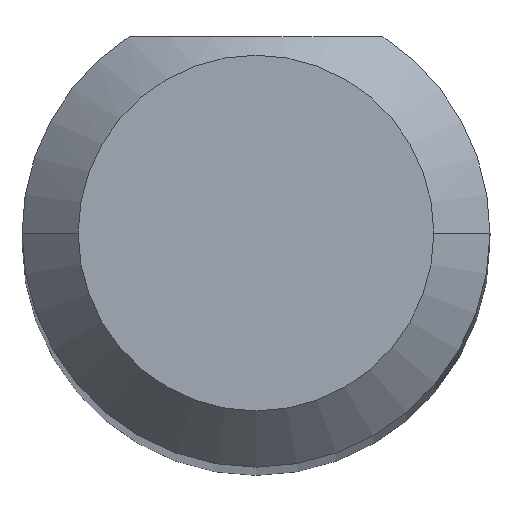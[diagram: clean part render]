
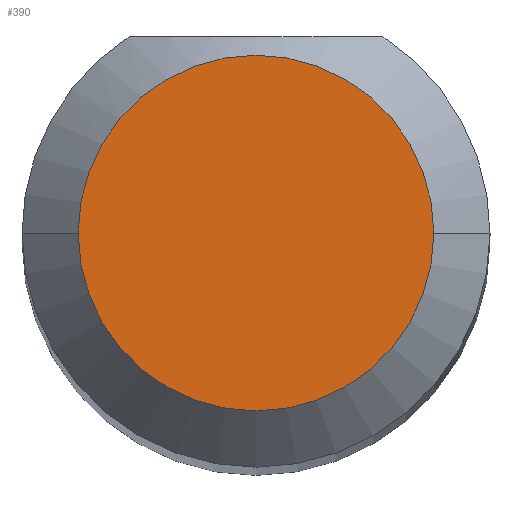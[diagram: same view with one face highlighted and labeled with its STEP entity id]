
A CAD part, top view. The second image highlights one B-rep face of the part: STEP entity #390.
In plain terms, the highlighted planar face has unit normal (0, 0, 1).
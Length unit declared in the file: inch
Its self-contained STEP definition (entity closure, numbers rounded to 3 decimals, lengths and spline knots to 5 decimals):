
#68 = ORIENTED_EDGE ( 'NONE', *, *, #987, .T. ) ;
#95 = CARTESIAN_POINT ( 'NONE',  ( 0.0475, 0., 1.5 ) ) ;
#138 = VERTEX_POINT ( 'NONE', #95 ) ;
#146 = CARTESIAN_POINT ( 'NONE',  ( -0.0475, 0., 1.5 ) ) ;
#169 = DIRECTION ( 'NONE',  ( 0., 0., 1. ) ) ;
#247 = CARTESIAN_POINT ( 'NONE',  ( 0., 0., 1.5 ) ) ;
#331 = PLANE ( 'NONE',  #644 ) ;
#390 = ADVANCED_FACE ( 'NONE', ( #759 ), #331, .T. ) ;
#442 = CIRCLE ( 'NONE', #910, 0.0475 ) ;
#446 = DIRECTION ( 'NONE',  ( 1., 0., 0. ) ) ;
#567 = EDGE_CURVE ( 'NONE', #842, #138, #442, .T. ) ;
#602 = DIRECTION ( 'NONE',  ( 0., 0., 1. ) ) ;
#613 = CARTESIAN_POINT ( 'NONE',  ( 0., 0., 1.5 ) ) ;
#627 = AXIS2_PLACEMENT_3D ( 'NONE', #767, #169, #1112 ) ;
#644 = AXIS2_PLACEMENT_3D ( 'NONE', #247, #602, #1016 ) ;
#759 = FACE_OUTER_BOUND ( 'NONE', #894, .T. ) ;
#767 = CARTESIAN_POINT ( 'NONE',  ( 0., 0., 1.5 ) ) ;
#793 = ORIENTED_EDGE ( 'NONE', *, *, #567, .T. ) ;
#819 = CIRCLE ( 'NONE', #627, 0.0475 ) ;
#842 = VERTEX_POINT ( 'NONE', #146 ) ;
#894 = EDGE_LOOP ( 'NONE', ( #793, #68 ) ) ;
#910 = AXIS2_PLACEMENT_3D ( 'NONE', #613, #1053, #446 ) ;
#987 = EDGE_CURVE ( 'NONE', #138, #842, #819, .T. ) ;
#1016 = DIRECTION ( 'NONE',  ( 1., 0., 0. ) ) ;
#1053 = DIRECTION ( 'NONE',  ( 0., 0., 1. ) ) ;
#1112 = DIRECTION ( 'NONE',  ( 1., 0., 0. ) ) ;
